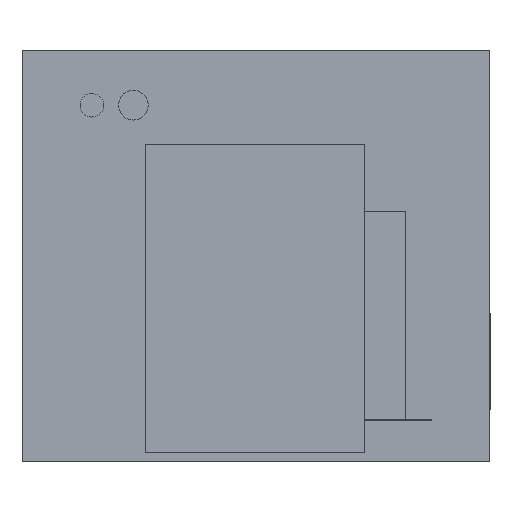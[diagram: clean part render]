
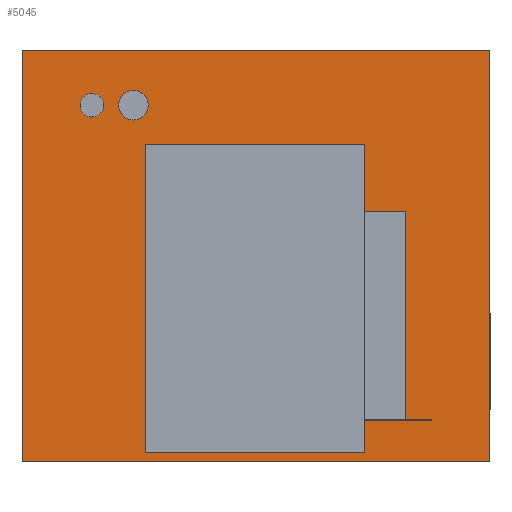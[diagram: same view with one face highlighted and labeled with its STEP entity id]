
A CAD part, front view. The second image highlights one B-rep face of the part: STEP entity #5045.
In plain terms, the highlighted planar face has unit normal (0, -1, 0).
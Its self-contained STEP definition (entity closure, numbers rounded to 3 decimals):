
#45=FACE_BOUND('',#545,.T.);
#46=FACE_BOUND('',#546,.T.);
#57=CIRCLE('',#5396,20.);
#59=CIRCLE('',#5400,25.);
#233=FACE_OUTER_BOUND('',#544,.T.);
#544=EDGE_LOOP('',(#3395,#3396,#3397,#3398));
#545=EDGE_LOOP('',(#3399));
#546=EDGE_LOOP('',(#3400));
#876=LINE('',#7287,#1512);
#878=LINE('',#7291,#1514);
#880=LINE('',#7295,#1516);
#882=LINE('',#7298,#1518);
#1512=VECTOR('',#5857,10.);
#1514=VECTOR('',#5861,10.);
#1516=VECTOR('',#5865,10.);
#1518=VECTOR('',#5869,10.);
#2126=VERTEX_POINT('',#7238);
#2128=VERTEX_POINT('',#7245);
#2141=VERTEX_POINT('',#7284);
#2142=VERTEX_POINT('',#7286);
#2143=VERTEX_POINT('',#7290);
#2144=VERTEX_POINT('',#7294);
#2611=EDGE_CURVE('',#2126,#2126,#57,.T.);
#2614=EDGE_CURVE('',#2128,#2128,#59,.T.);
#2632=EDGE_CURVE('',#2142,#2141,#876,.T.);
#2634=EDGE_CURVE('',#2143,#2142,#878,.T.);
#2636=EDGE_CURVE('',#2144,#2143,#880,.T.);
#2638=EDGE_CURVE('',#2141,#2144,#882,.T.);
#3395=ORIENTED_EDGE('',*,*,#2638,.T.);
#3396=ORIENTED_EDGE('',*,*,#2636,.T.);
#3397=ORIENTED_EDGE('',*,*,#2634,.T.);
#3398=ORIENTED_EDGE('',*,*,#2632,.T.);
#3399=ORIENTED_EDGE('',*,*,#2611,.T.);
#3400=ORIENTED_EDGE('',*,*,#2614,.T.);
#4775=PLANE('',#5412);
#5045=ADVANCED_FACE('',(#233,#45,#46),#4775,.T.);
#5396=AXIS2_PLACEMENT_3D('',#7240,#5813,#5814);
#5400=AXIS2_PLACEMENT_3D('',#7247,#5822,#5823);
#5412=AXIS2_PLACEMENT_3D('',#7299,#5870,#5871);
#5813=DIRECTION('center_axis',(0.,1.,0.));
#5814=DIRECTION('ref_axis',(1.,0.,0.));
#5822=DIRECTION('center_axis',(0.,1.,0.));
#5823=DIRECTION('ref_axis',(1.,0.,0.));
#5857=DIRECTION('',(-1.,0.,0.));
#5861=DIRECTION('',(0.,0.,1.));
#5865=DIRECTION('',(1.,0.,0.));
#5869=DIRECTION('',(0.,0.,-1.));
#5870=DIRECTION('center_axis',(0.,-1.,0.));
#5871=DIRECTION('ref_axis',(0.,0.,-1.));
#7238=CARTESIAN_POINT('',(-297.,-370.,254.5));
#7240=CARTESIAN_POINT('Origin',(-277.,-370.,254.5));
#7245=CARTESIAN_POINT('',(-232.,-370.,254.5));
#7247=CARTESIAN_POINT('Origin',(-207.,-370.,254.5));
#7284=CARTESIAN_POINT('',(-395.,-370.,347.5));
#7286=CARTESIAN_POINT('',(395.,-370.,347.5));
#7287=CARTESIAN_POINT('',(-395.,-370.,347.5));
#7290=CARTESIAN_POINT('',(395.,-370.,-347.5));
#7291=CARTESIAN_POINT('',(395.,-370.,347.5));
#7294=CARTESIAN_POINT('',(-395.,-370.,-347.5));
#7295=CARTESIAN_POINT('',(395.,-370.,-347.5));
#7298=CARTESIAN_POINT('',(-395.,-370.,-347.5));
#7299=CARTESIAN_POINT('Origin',(0.,-370.,0.));
